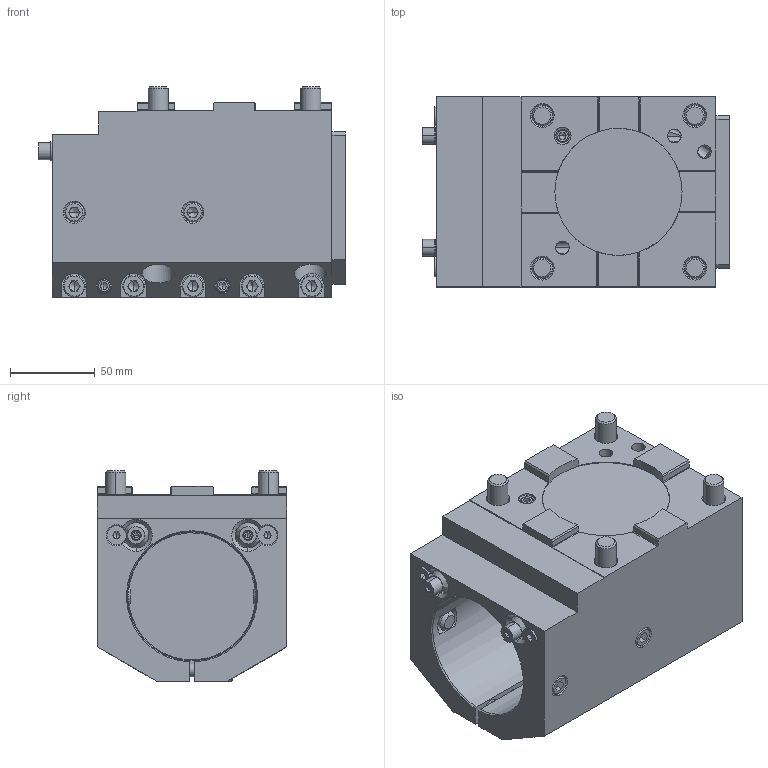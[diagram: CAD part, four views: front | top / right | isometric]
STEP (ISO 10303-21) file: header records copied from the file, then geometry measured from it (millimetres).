
FILE_DESCRIPTION (( 'STEP AP203' ), '1' );
FILE_NAME ('04-1155.STEP', '2023-11-21T00:28:41', ( '' ), ( '' ), 'SwSTEP 2.0', 'SolidWorks 2022', '' );
FILE_SCHEMA (( 'CONFIG_CONTROL_DESIGN' ));
Length unit declared in the file: inch
Products named in the file (1): 04-1155
Bounding box: 181.11 x 112 x 124 mm (x, y, z)
Surface area: 199395.5 mm2 (no closed solid volume)
Topology: 0 solids, 48 shells, 859 faces, 2230 edges, 1386 vertices
Faces by surface type: plane 445, cone 204, cylinder 182, bspline 28
Entity records: 33204 total; most frequent: CARTESIAN_POINT 12852, DIRECTION 4142, ORIENTED_EDGE 4107, EDGE_CURVE 2160, AXIS2_PLACEMENT_3D 1474, VERTEX_POINT 1386, LINE 1194, VECTOR 1194
